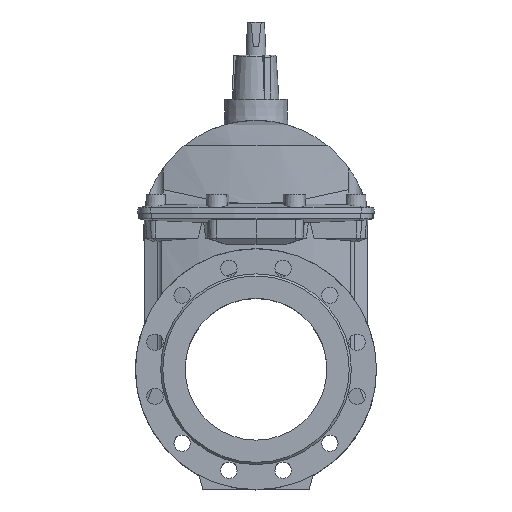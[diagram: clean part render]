
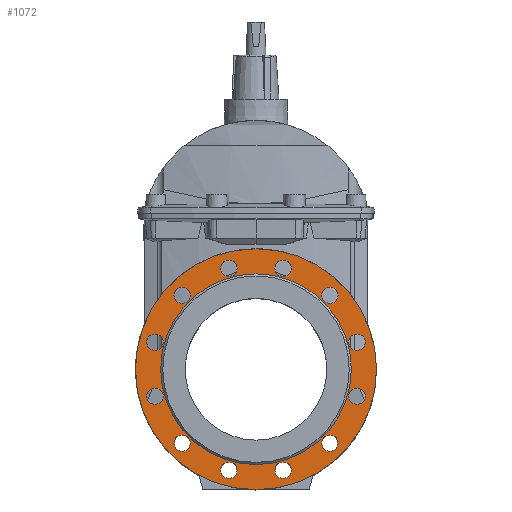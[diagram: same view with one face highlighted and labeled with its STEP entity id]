
A CAD part, top view. The second image highlights one B-rep face of the part: STEP entity #1072.
In plain terms, the highlighted planar face has unit normal (0, 0, 1).
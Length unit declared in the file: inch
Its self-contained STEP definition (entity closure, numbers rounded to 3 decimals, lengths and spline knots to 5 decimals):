
#651 = DIRECTION ( 'NONE',  ( 0., 0., 1. ) ) ;
#659 = CARTESIAN_POINT ( 'NONE',  ( 0., 5.29528, 4.40945 ) ) ;
#660 = PLANE ( 'NONE',  #7612 ) ;
#661 = DIRECTION ( 'NONE',  ( 1., 0., 0. ) ) ;
#1072 = ADVANCED_FACE ( 'NONE', ( #6975, #6978, #6976, #6977, #6974, #6979, #6980, #6981, #6982, #6983, #6984, #6985, #6986, #6987 ), #660, .T. ) ;
#1440 = CARTESIAN_POINT ( 'NONE',  ( 0., 0., 4.40945 ) ) ;
#1441 = DIRECTION ( 'NONE',  ( 0., 0., 1. ) ) ;
#1442 = DIRECTION ( 'NONE',  ( 1., 0., 0. ) ) ;
#2651 = EDGE_LOOP ( 'NONE', ( #6622 ) ) ;
#2652 = EDGE_LOOP ( 'NONE', ( #6632 ) ) ;
#2653 = EDGE_LOOP ( 'NONE', ( #6627 ) ) ;
#2655 = EDGE_LOOP ( 'NONE', ( #6623 ) ) ;
#2657 = EDGE_LOOP ( 'NONE', ( #6624 ) ) ;
#2658 = EDGE_LOOP ( 'NONE', ( #6626 ) ) ;
#2705 = EDGE_LOOP ( 'NONE', ( #6633 ) ) ;
#2743 = EDGE_LOOP ( 'NONE', ( #6635 ) ) ;
#2752 = EDGE_LOOP ( 'NONE', ( #6630 ) ) ;
#2754 = EDGE_LOOP ( 'NONE', ( #6634 ) ) ;
#2756 = EDGE_LOOP ( 'NONE', ( #6631 ) ) ;
#2758 = EDGE_LOOP ( 'NONE', ( #6628 ) ) ;
#2760 = EDGE_LOOP ( 'NONE', ( #6625 ) ) ;
#2764 = EDGE_LOOP ( 'NONE', ( #6629 ) ) ;
#3092 = EDGE_CURVE ( 'NONE', #5537, #5537, #7122, .T. ) ;
#3093 = EDGE_CURVE ( 'NONE', #5538, #5538, #7123, .T. ) ;
#3097 = EDGE_CURVE ( 'NONE', #5542, #5542, #7127, .T. ) ;
#3098 = EDGE_CURVE ( 'NONE', #5543, #5543, #7128, .T. ) ;
#3099 = EDGE_CURVE ( 'NONE', #5544, #5544, #7129, .T. ) ;
#3100 = EDGE_CURVE ( 'NONE', #5545, #5545, #7130, .T. ) ;
#3109 = EDGE_CURVE ( 'NONE', #5550, #5550, #7136, .T. ) ;
#3110 = EDGE_CURVE ( 'NONE', #5551, #5551, #7142, .T. ) ;
#3111 = EDGE_CURVE ( 'NONE', #5552, #5552, #7143, .T. ) ;
#3113 = EDGE_CURVE ( 'NONE', #5553, #5553, #7140, .T. ) ;
#3114 = EDGE_CURVE ( 'NONE', #5554, #5554, #7146, .T. ) ;
#3121 = EDGE_CURVE ( 'NONE', #5555, #5555, #7153, .T. ) ;
#3124 = EDGE_CURVE ( 'NONE', #5556, #5556, #7161, .T. ) ;
#3286 = EDGE_CURVE ( 'NONE', #5586, #5586, #7343, .T. ) ;
#5537 = VERTEX_POINT ( 'NONE', #11843 ) ;
#5538 = VERTEX_POINT ( 'NONE', #11844 ) ;
#5542 = VERTEX_POINT ( 'NONE', #11848 ) ;
#5543 = VERTEX_POINT ( 'NONE', #11849 ) ;
#5544 = VERTEX_POINT ( 'NONE', #11850 ) ;
#5545 = VERTEX_POINT ( 'NONE', #11851 ) ;
#5550 = VERTEX_POINT ( 'NONE', #11856 ) ;
#5551 = VERTEX_POINT ( 'NONE', #11857 ) ;
#5552 = VERTEX_POINT ( 'NONE', #11858 ) ;
#5553 = VERTEX_POINT ( 'NONE', #11859 ) ;
#5554 = VERTEX_POINT ( 'NONE', #11860 ) ;
#5555 = VERTEX_POINT ( 'NONE', #11861 ) ;
#5556 = VERTEX_POINT ( 'NONE', #11862 ) ;
#5586 = VERTEX_POINT ( 'NONE', #11892 ) ;
#6622 = ORIENTED_EDGE ( 'NONE', *, *, #3114, .T. ) ;
#6623 = ORIENTED_EDGE ( 'NONE', *, *, #3092, .T. ) ;
#6624 = ORIENTED_EDGE ( 'NONE', *, *, #3098, .T. ) ;
#6625 = ORIENTED_EDGE ( 'NONE', *, *, #3099, .T. ) ;
#6626 = ORIENTED_EDGE ( 'NONE', *, *, #3093, .T. ) ;
#6627 = ORIENTED_EDGE ( 'NONE', *, *, #3100, .T. ) ;
#6628 = ORIENTED_EDGE ( 'NONE', *, *, #3097, .F. ) ;
#6629 = ORIENTED_EDGE ( 'NONE', *, *, #3111, .F. ) ;
#6630 = ORIENTED_EDGE ( 'NONE', *, *, #3110, .F. ) ;
#6631 = ORIENTED_EDGE ( 'NONE', *, *, #3124, .F. ) ;
#6632 = ORIENTED_EDGE ( 'NONE', *, *, #3109, .F. ) ;
#6633 = ORIENTED_EDGE ( 'NONE', *, *, #3121, .F. ) ;
#6634 = ORIENTED_EDGE ( 'NONE', *, *, #3113, .T. ) ;
#6635 = ORIENTED_EDGE ( 'NONE', *, *, #3286, .F. ) ;
#6974 = FACE_BOUND ( 'NONE', #2658, .T. ) ;
#6975 = FACE_BOUND ( 'NONE', #2651, .T. ) ;
#6976 = FACE_BOUND ( 'NONE', #2657, .T. ) ;
#6977 = FACE_BOUND ( 'NONE', #2760, .T. ) ;
#6978 = FACE_BOUND ( 'NONE', #2655, .T. ) ;
#6979 = FACE_BOUND ( 'NONE', #2653, .T. ) ;
#6980 = FACE_BOUND ( 'NONE', #2758, .T. ) ;
#6981 = FACE_BOUND ( 'NONE', #2764, .T. ) ;
#6982 = FACE_BOUND ( 'NONE', #2752, .T. ) ;
#6983 = FACE_BOUND ( 'NONE', #2756, .T. ) ;
#6984 = FACE_BOUND ( 'NONE', #2652, .T. ) ;
#6985 = FACE_BOUND ( 'NONE', #2705, .T. ) ;
#6986 = FACE_OUTER_BOUND ( 'NONE', #2754, .T. ) ;
#6987 = FACE_BOUND ( 'NONE', #2743, .T. ) ;
#7122 = CIRCLE ( 'NONE', #7657, 0.45276 ) ;
#7123 = CIRCLE ( 'NONE', #7658, 0.45276 ) ;
#7127 = CIRCLE ( 'NONE', #7662, 0.45276 ) ;
#7128 = CIRCLE ( 'NONE', #7663, 0.45276 ) ;
#7129 = CIRCLE ( 'NONE', #7664, 0.45276 ) ;
#7130 = CIRCLE ( 'NONE', #7665, 0.45276 ) ;
#7136 = CIRCLE ( 'NONE', #7672, 0.45276 ) ;
#7140 = CIRCLE ( 'NONE', #7676, 6.69291 ) ;
#7142 = CIRCLE ( 'NONE', #7673, 0.45276 ) ;
#7143 = CIRCLE ( 'NONE', #7674, 0.45276 ) ;
#7146 = CIRCLE ( 'NONE', #7677, 0.45276 ) ;
#7153 = CIRCLE ( 'NONE', #7679, 0.45276 ) ;
#7161 = CIRCLE ( 'NONE', #7680, 0.45276 ) ;
#7343 = CIRCLE ( 'NONE', #7723, 5.29528 ) ;
#7612 = AXIS2_PLACEMENT_3D ( 'NONE', #659, #651, #661 ) ;
#7657 = AXIS2_PLACEMENT_3D ( 'NONE', #11270, #11271, #11272 ) ;
#7658 = AXIS2_PLACEMENT_3D ( 'NONE', #11273, #11274, #11275 ) ;
#7662 = AXIS2_PLACEMENT_3D ( 'NONE', #11285, #11286, #11287 ) ;
#7663 = AXIS2_PLACEMENT_3D ( 'NONE', #11289, #11290, #11291 ) ;
#7664 = AXIS2_PLACEMENT_3D ( 'NONE', #11292, #11293, #11294 ) ;
#7665 = AXIS2_PLACEMENT_3D ( 'NONE', #11296, #11297, #11298 ) ;
#7672 = AXIS2_PLACEMENT_3D ( 'NONE', #11320, #11321, #11322 ) ;
#7673 = AXIS2_PLACEMENT_3D ( 'NONE', #11323, #11324, #11325 ) ;
#7674 = AXIS2_PLACEMENT_3D ( 'NONE', #11326, #11327, #11328 ) ;
#7676 = AXIS2_PLACEMENT_3D ( 'NONE', #11333, #11334, #11335 ) ;
#7677 = AXIS2_PLACEMENT_3D ( 'NONE', #11336, #11337, #11338 ) ;
#7679 = AXIS2_PLACEMENT_3D ( 'NONE', #11352, #11353, #11354 ) ;
#7680 = AXIS2_PLACEMENT_3D ( 'NONE', #11360, #11361, #11362 ) ;
#7723 = AXIS2_PLACEMENT_3D ( 'NONE', #1440, #1441, #1442 ) ;
#11270 = CARTESIAN_POINT ( 'NONE',  ( 4.10623, -4.10623, 4.40945 ) ) ;
#11271 = DIRECTION ( 'NONE',  ( 0., 0., -1. ) ) ;
#11272 = DIRECTION ( 'NONE',  ( -1., 0., 0. ) ) ;
#11273 = CARTESIAN_POINT ( 'NONE',  ( 4.10623, 4.10623, 4.40945 ) ) ;
#11274 = DIRECTION ( 'NONE',  ( 0., 0., -1. ) ) ;
#11275 = DIRECTION ( 'NONE',  ( -1., 0., 0. ) ) ;
#11285 = CARTESIAN_POINT ( 'NONE',  ( -1.50298, -5.60921, 4.40945 ) ) ;
#11286 = DIRECTION ( 'NONE',  ( 0., 0., 1. ) ) ;
#11287 = DIRECTION ( 'NONE',  ( 1., 0., 0. ) ) ;
#11289 = CARTESIAN_POINT ( 'NONE',  ( 5.60921, -1.50298, 4.40945 ) ) ;
#11290 = DIRECTION ( 'NONE',  ( 0., 0., -1. ) ) ;
#11291 = DIRECTION ( 'NONE',  ( -1., 0., 0. ) ) ;
#11292 = CARTESIAN_POINT ( 'NONE',  ( 5.60921, 1.50298, 4.40945 ) ) ;
#11293 = DIRECTION ( 'NONE',  ( 0., 0., -1. ) ) ;
#11294 = DIRECTION ( 'NONE',  ( -1., 0., 0. ) ) ;
#11296 = CARTESIAN_POINT ( 'NONE',  ( 1.50298, 5.60921, 4.40945 ) ) ;
#11297 = DIRECTION ( 'NONE',  ( 0., 0., -1. ) ) ;
#11298 = DIRECTION ( 'NONE',  ( -1., 0., 0. ) ) ;
#11320 = CARTESIAN_POINT ( 'NONE',  ( -4.10623, 4.10623, 4.40945 ) ) ;
#11321 = DIRECTION ( 'NONE',  ( 0., 0., 1. ) ) ;
#11322 = DIRECTION ( 'NONE',  ( 1., 0., 0. ) ) ;
#11323 = CARTESIAN_POINT ( 'NONE',  ( -5.60921, -1.50298, 4.40945 ) ) ;
#11324 = DIRECTION ( 'NONE',  ( 0., 0., 1. ) ) ;
#11325 = DIRECTION ( 'NONE',  ( 1., 0., 0. ) ) ;
#11326 = CARTESIAN_POINT ( 'NONE',  ( -4.10623, -4.10623, 4.40945 ) ) ;
#11327 = DIRECTION ( 'NONE',  ( 0., 0., 1. ) ) ;
#11328 = DIRECTION ( 'NONE',  ( 1., 0., 0. ) ) ;
#11333 = CARTESIAN_POINT ( 'NONE',  ( 0., 0., 4.40945 ) ) ;
#11334 = DIRECTION ( 'NONE',  ( 0., 0., 1. ) ) ;
#11335 = DIRECTION ( 'NONE',  ( 1., 0., 0. ) ) ;
#11336 = CARTESIAN_POINT ( 'NONE',  ( 1.50298, -5.60921, 4.40945 ) ) ;
#11337 = DIRECTION ( 'NONE',  ( 0., 0., -1. ) ) ;
#11338 = DIRECTION ( 'NONE',  ( -1., 0., 0. ) ) ;
#11352 = CARTESIAN_POINT ( 'NONE',  ( -1.50298, 5.60921, 4.40945 ) ) ;
#11353 = DIRECTION ( 'NONE',  ( 0., 0., 1. ) ) ;
#11354 = DIRECTION ( 'NONE',  ( 1., 0., 0. ) ) ;
#11360 = CARTESIAN_POINT ( 'NONE',  ( -5.60921, 1.50298, 4.40945 ) ) ;
#11361 = DIRECTION ( 'NONE',  ( 0., 0., 1. ) ) ;
#11362 = DIRECTION ( 'NONE',  ( 1., 0., 0. ) ) ;
#11843 = CARTESIAN_POINT ( 'NONE',  ( 3.65347, -4.10623, 4.40945 ) ) ;
#11844 = CARTESIAN_POINT ( 'NONE',  ( 3.65347, 4.10623, 4.40945 ) ) ;
#11848 = CARTESIAN_POINT ( 'NONE',  ( -1.05023, -5.60921, 4.40945 ) ) ;
#11849 = CARTESIAN_POINT ( 'NONE',  ( 5.15646, -1.50298, 4.40945 ) ) ;
#11850 = CARTESIAN_POINT ( 'NONE',  ( 5.15646, 1.50298, 4.40945 ) ) ;
#11851 = CARTESIAN_POINT ( 'NONE',  ( 1.05023, 5.60921, 4.40945 ) ) ;
#11856 = CARTESIAN_POINT ( 'NONE',  ( -3.65347, 4.10623, 4.40945 ) ) ;
#11857 = CARTESIAN_POINT ( 'NONE',  ( -5.15646, -1.50298, 4.40945 ) ) ;
#11858 = CARTESIAN_POINT ( 'NONE',  ( -3.65347, -4.10623, 4.40945 ) ) ;
#11859 = CARTESIAN_POINT ( 'NONE',  ( 6.69291, 0., 4.40945 ) ) ;
#11860 = CARTESIAN_POINT ( 'NONE',  ( 1.05023, -5.60921, 4.40945 ) ) ;
#11861 = CARTESIAN_POINT ( 'NONE',  ( -1.05023, 5.60921, 4.40945 ) ) ;
#11862 = CARTESIAN_POINT ( 'NONE',  ( -5.15646, 1.50298, 4.40945 ) ) ;
#11892 = CARTESIAN_POINT ( 'NONE',  ( 5.29528, 0., 4.40945 ) ) ;
